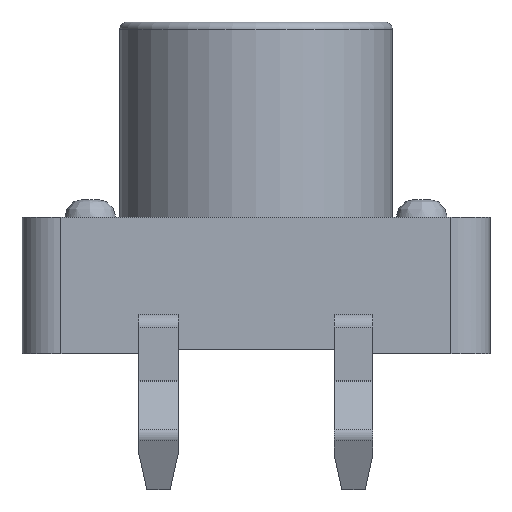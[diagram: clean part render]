
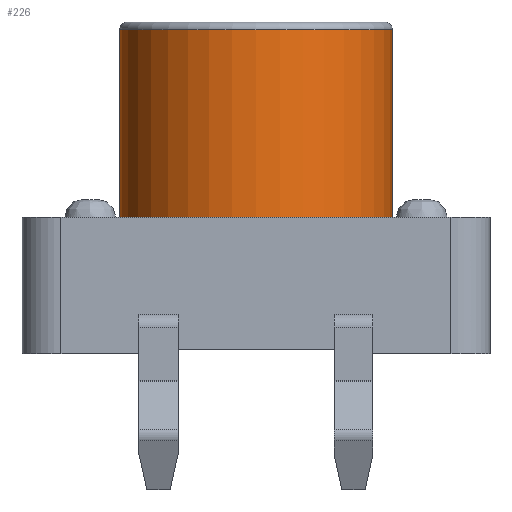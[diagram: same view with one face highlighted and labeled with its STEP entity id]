
A CAD part, left-side view. The second image highlights one B-rep face of the part: STEP entity #226.
In plain terms, the highlighted cylindrical face has radius 3.5 mm (diameter 7 mm), a full revolution.
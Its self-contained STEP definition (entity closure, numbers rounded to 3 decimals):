
#226 = ADVANCED_FACE( '', ( #595, #596 ), #597, .T. );
#595 = FACE_OUTER_BOUND( '', #1165, .T. );
#596 = FACE_OUTER_BOUND( '', #1166, .T. );
#597 = CYLINDRICAL_SURFACE( '', #1167, 3.5 );
#1165 = EDGE_LOOP( '', ( #1885 ) );
#1166 = EDGE_LOOP( '', ( #1886 ) );
#1167 = AXIS2_PLACEMENT_3D( '', #1887, #1888, #1889 );
#1885 = ORIENTED_EDGE( '', *, *, #3307, .T. );
#1886 = ORIENTED_EDGE( '', *, *, #3282, .F. );
#1887 = CARTESIAN_POINT( '', ( 0., 0., -10.48 ) );
#1888 = DIRECTION( '', ( 0., 0., -1. ) );
#1889 = DIRECTION( '', ( 1., 0., 0. ) );
#3282 = EDGE_CURVE( '', #3921, #3921, #3922, .F. );
#3307 = EDGE_CURVE( '', #3965, #3965, #3966, .T. );
#3921 = VERTEX_POINT( '', #4822 );
#3922 = CIRCLE( '', #4823, 3.5 );
#3965 = VERTEX_POINT( '', #4880 );
#3966 = CIRCLE( '', #4881, 3.5 );
#4822 = CARTESIAN_POINT( '', ( 3.5, 0., 3.35 ) );
#4823 = AXIS2_PLACEMENT_3D( '', #5916, #5917, #5918 );
#4880 = CARTESIAN_POINT( '', ( -3.5, 0., 8.3 ) );
#4881 = AXIS2_PLACEMENT_3D( '', #5948, #5949, #5950 );
#5916 = CARTESIAN_POINT( '', ( 0., 0., 3.35 ) );
#5917 = DIRECTION( '', ( 0., 0., 1. ) );
#5918 = DIRECTION( '', ( 1., 0., 0. ) );
#5948 = CARTESIAN_POINT( '', ( 0., 0., 8.3 ) );
#5949 = DIRECTION( '', ( 0., 0., -1. ) );
#5950 = DIRECTION( '', ( -1., 0., 0. ) );
